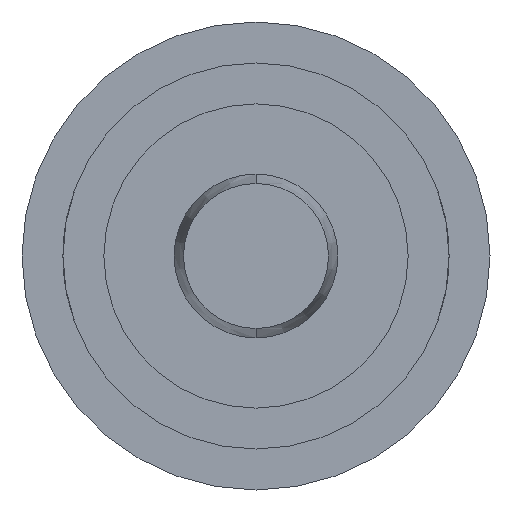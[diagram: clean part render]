
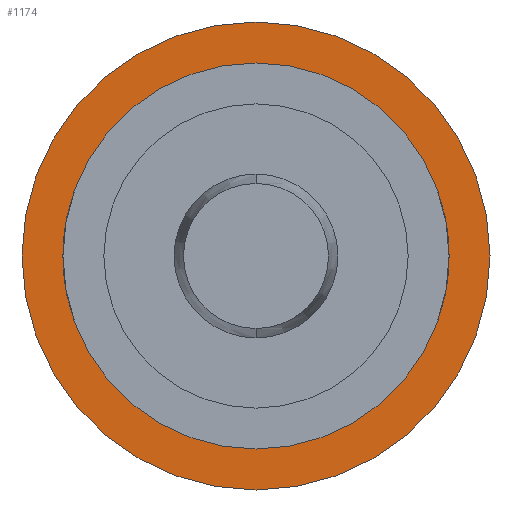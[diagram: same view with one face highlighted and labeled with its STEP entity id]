
A CAD part, front view. The second image highlights one B-rep face of the part: STEP entity #1174.
In plain terms, the highlighted planar face has unit normal (0, -1, 0).
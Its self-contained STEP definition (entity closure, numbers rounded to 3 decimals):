
#25 = FACE_OUTER_BOUND ( 'NONE', #1067, .T. ) ;
#126 = CIRCLE ( 'NONE', #2965, 0.825 ) ;
#332 = AXIS2_PLACEMENT_3D ( 'NONE', #2772, #1425, #3321 ) ;
#366 = EDGE_CURVE ( 'Defeature ausgef�hrt4_7+Defeature ausgef�hrt4_6+Defeature ausgef�hrt4_6+Defeature ausgef�hrt4_6', #1284, #3102, #2318, .T. ) ;
#403 = AXIS2_PLACEMENT_3D ( 'NONE', #483, #2408, #1080 ) ;
#482 = DIRECTION ( 'NONE',  ( 0., 1., 0. ) ) ;
#483 = CARTESIAN_POINT ( 'NONE',  ( 0.825, 28., 0. ) ) ;
#552 = EDGE_CURVE ( 'Defeature ausgef�hrt4_6+Defeature ausgef�hrt4_0+Defeature ausgef�hrt4_0+Defeature ausgef�hrt4_0', #3485, #2602, #1883, .T. ) ;
#866 = DIRECTION ( 'NONE',  ( 0., 1., 0. ) ) ;
#962 = CARTESIAN_POINT ( 'NONE',  ( 0., 28., -1. ) ) ;
#1065 = CARTESIAN_POINT ( 'NONE',  ( 0., 28., 0.825 ) ) ;
#1067 = EDGE_LOOP ( 'NONE', ( #1087, #2595 ) ) ;
#1080 = DIRECTION ( 'NONE',  ( 0., 0., 1. ) ) ;
#1087 = ORIENTED_EDGE ( 'NONE', *, *, #1273, .F. ) ;
#1174 = ADVANCED_FACE ( 'Defeature ausgef�hrt4_6', ( #25, #1613 ), #2120, .F. ) ;
#1201 = ORIENTED_EDGE ( 'NONE', *, *, #1519, .T. ) ;
#1251 = DIRECTION ( 'NONE',  ( 0., 1., 0. ) ) ;
#1273 = EDGE_CURVE ( 'Defeature ausgef�hrt4_7+Defeature ausgef�hrt4_6+Defeature ausgef�hrt4_6+Defeature ausgef�hrt4_6', #3102, #1284, #2110, .T. ) ;
#1284 = VERTEX_POINT ( 'NONE', #962 ) ;
#1306 = CARTESIAN_POINT ( 'NONE',  ( 0., 28., 1. ) ) ;
#1425 = DIRECTION ( 'NONE',  ( 0., 1., 0. ) ) ;
#1504 = CARTESIAN_POINT ( 'NONE',  ( 0., 28., 0. ) ) ;
#1519 = EDGE_CURVE ( 'Defeature ausgef�hrt4_6+Defeature ausgef�hrt4_0+Defeature ausgef�hrt4_0+Defeature ausgef�hrt4_0', #2602, #3485, #126, .T. ) ;
#1613 = FACE_BOUND ( 'NONE', #2105, .T. ) ;
#1883 = CIRCLE ( 'NONE', #2877, 0.825 ) ;
#2105 = EDGE_LOOP ( 'NONE', ( #2799, #1201 ) ) ;
#2110 = CIRCLE ( 'NONE', #3115, 1. ) ;
#2120 = PLANE ( 'NONE',  #403 ) ;
#2199 = CARTESIAN_POINT ( 'NONE',  ( 0., 28., 0. ) ) ;
#2318 = CIRCLE ( 'NONE', #332, 1. ) ;
#2382 = DIRECTION ( 'NONE',  ( 0., 0., 1. ) ) ;
#2408 = DIRECTION ( 'NONE',  ( 0., 1., 0. ) ) ;
#2567 = CARTESIAN_POINT ( 'NONE',  ( 0., 28., -0.825 ) ) ;
#2595 = ORIENTED_EDGE ( 'NONE', *, *, #366, .F. ) ;
#2602 = VERTEX_POINT ( 'NONE', #1065 ) ;
#2772 = CARTESIAN_POINT ( 'NONE',  ( 0., 28., 0. ) ) ;
#2799 = ORIENTED_EDGE ( 'NONE', *, *, #552, .T. ) ;
#2877 = AXIS2_PLACEMENT_3D ( 'NONE', #3460, #482, #2382 ) ;
#2965 = AXIS2_PLACEMENT_3D ( 'NONE', #2199, #866, #3311 ) ;
#3102 = VERTEX_POINT ( 'NONE', #1306 ) ;
#3115 = AXIS2_PLACEMENT_3D ( 'NONE', #1504, #1251, #3408 ) ;
#3311 = DIRECTION ( 'NONE',  ( 0., 0., 1. ) ) ;
#3321 = DIRECTION ( 'NONE',  ( 0., 0., 1. ) ) ;
#3408 = DIRECTION ( 'NONE',  ( 0., 0., 1. ) ) ;
#3460 = CARTESIAN_POINT ( 'NONE',  ( 0., 28., 0. ) ) ;
#3485 = VERTEX_POINT ( 'NONE', #2567 ) ;
